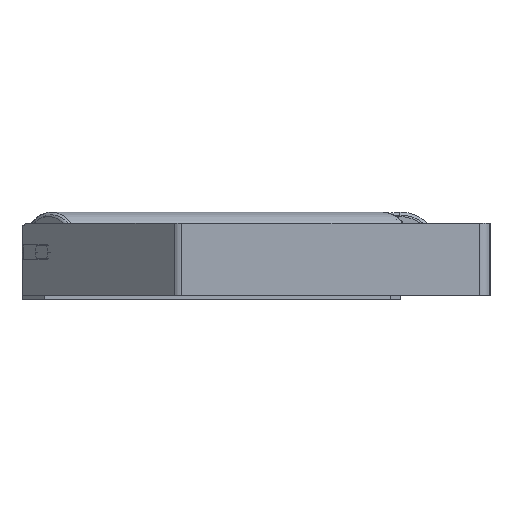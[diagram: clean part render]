
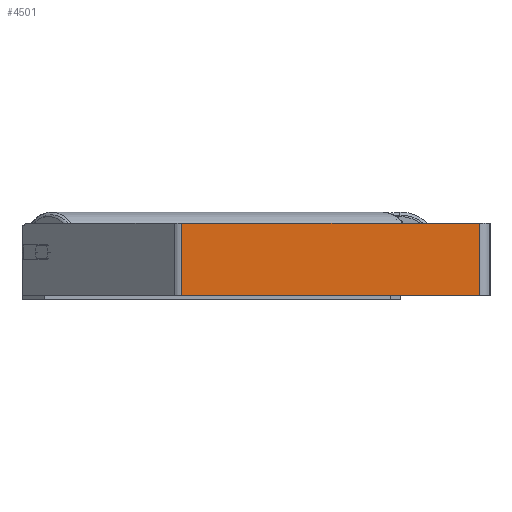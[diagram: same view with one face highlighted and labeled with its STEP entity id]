
A CAD part, left-side view. The second image highlights one B-rep face of the part: STEP entity #4501.
In plain terms, the highlighted planar face has unit normal (-1, 0, 0).
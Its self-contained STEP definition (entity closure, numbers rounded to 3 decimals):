
#477 = ORIENTED_EDGE ( 'NONE', *, *, #2608, .F. ) ;
#860 = VERTEX_POINT ( 'NONE', #1808 ) ;
#1714 = LINE ( 'NONE', #3054, #8174 ) ;
#1808 = CARTESIAN_POINT ( 'NONE',  ( -840., 342.161, -40. ) ) ;
#1944 = VERTEX_POINT ( 'NONE', #8068 ) ;
#2042 = DIRECTION ( 'NONE',  ( 0., 0., -1. ) ) ;
#2065 = CARTESIAN_POINT ( 'NONE',  ( -840., 342.161, 40. ) ) ;
#2388 = EDGE_CURVE ( 'NONE', #860, #8185, #5857, .T. ) ;
#2608 = EDGE_CURVE ( 'NONE', #8016, #1944, #7369, .T. ) ;
#3054 = CARTESIAN_POINT ( 'NONE',  ( -840., 342.161, 40. ) ) ;
#3415 = EDGE_LOOP ( 'NONE', ( #3969, #3567, #477, #4069 ) ) ;
#3567 = ORIENTED_EDGE ( 'NONE', *, *, #8213, .F. ) ;
#3630 = VECTOR ( 'NONE', #6652, 1000. ) ;
#3969 = ORIENTED_EDGE ( 'NONE', *, *, #2388, .T. ) ;
#4069 = ORIENTED_EDGE ( 'NONE', *, *, #6352, .T. ) ;
#4501 = ADVANCED_FACE ( 'NONE', ( #5262 ), #6684, .F. ) ;
#4565 = VECTOR ( 'NONE', #7998, 1000. ) ;
#4576 = DIRECTION ( 'NONE',  ( 0., 0., -1. ) ) ;
#4778 = LINE ( 'NONE', #9175, #4865 ) ;
#4865 = VECTOR ( 'NONE', #2042, 1000. ) ;
#4878 = AXIS2_PLACEMENT_3D ( 'NONE', #7348, #6072, #5130 ) ;
#4959 = CARTESIAN_POINT ( 'NONE',  ( -840., 347.131, -40. ) ) ;
#5130 = DIRECTION ( 'NONE',  ( 0., 0., -1. ) ) ;
#5262 = FACE_OUTER_BOUND ( 'NONE', #3415, .T. ) ;
#5857 = LINE ( 'NONE', #4959, #4565 ) ;
#6072 = DIRECTION ( 'NONE',  ( 1., 0., 0. ) ) ;
#6352 = EDGE_CURVE ( 'NONE', #8016, #860, #1714, .T. ) ;
#6652 = DIRECTION ( 'NONE',  ( 0., -1., 0. ) ) ;
#6684 = PLANE ( 'NONE',  #4878 ) ;
#7348 = CARTESIAN_POINT ( 'NONE',  ( -840., 347.131, 40. ) ) ;
#7369 = LINE ( 'NONE', #8888, #3630 ) ;
#7623 = CARTESIAN_POINT ( 'NONE',  ( -840., 12., -40. ) ) ;
#7998 = DIRECTION ( 'NONE',  ( 0., -1., 0. ) ) ;
#8016 = VERTEX_POINT ( 'NONE', #2065 ) ;
#8068 = CARTESIAN_POINT ( 'NONE',  ( -840., 12., 40. ) ) ;
#8174 = VECTOR ( 'NONE', #4576, 1000. ) ;
#8185 = VERTEX_POINT ( 'NONE', #7623 ) ;
#8213 = EDGE_CURVE ( 'NONE', #1944, #8185, #4778, .T. ) ;
#8888 = CARTESIAN_POINT ( 'NONE',  ( -840., 347.131, 40. ) ) ;
#9175 = CARTESIAN_POINT ( 'NONE',  ( -840., 12., 40. ) ) ;
